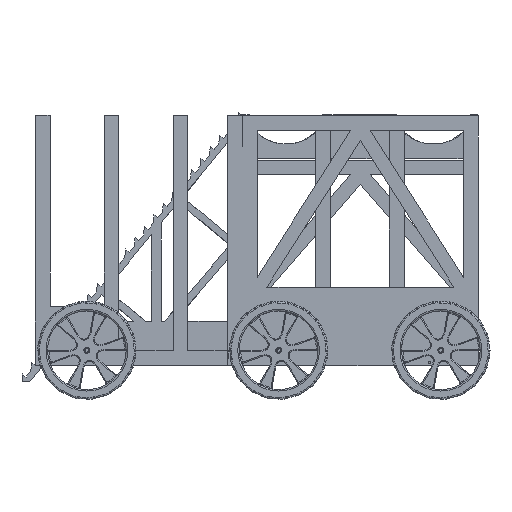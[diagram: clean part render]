
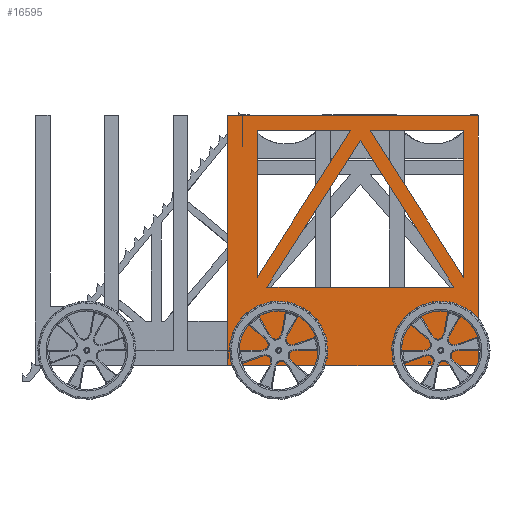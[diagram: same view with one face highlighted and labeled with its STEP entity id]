
A CAD part, left-side view. The second image highlights one B-rep face of the part: STEP entity #16595.
In plain terms, the highlighted planar face has unit normal (-1, 0, 0).
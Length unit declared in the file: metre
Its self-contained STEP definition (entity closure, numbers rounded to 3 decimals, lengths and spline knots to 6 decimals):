
#341=FACE_BOUND('',#5534,.T.);
#342=FACE_BOUND('',#5535,.T.);
#343=FACE_BOUND('',#5536,.T.);
#344=FACE_BOUND('',#5537,.T.);
#345=FACE_BOUND('',#5538,.T.);
#1498=LINE('',#30401,#3077);
#1500=LINE('',#30406,#3079);
#1502=LINE('',#30409,#3081);
#1521=LINE('',#30447,#3100);
#1527=LINE('',#30460,#3106);
#1530=LINE('',#30465,#3109);
#1532=LINE('',#30470,#3111);
#1535=LINE('',#30476,#3114);
#1538=LINE('',#30481,#3117);
#1541=LINE('',#30485,#3120);
#1545=LINE('',#30502,#3124);
#1560=LINE('',#30529,#3139);
#1561=LINE('',#30530,#3140);
#1566=LINE('',#30539,#3145);
#1568=LINE('',#30542,#3147);
#1569=LINE('',#30544,#3148);
#3077=VECTOR('',#21163,1.);
#3079=VECTOR('',#21167,1.);
#3081=VECTOR('',#21171,1.);
#3100=VECTOR('',#21198,1.);
#3106=VECTOR('',#21208,1.);
#3109=VECTOR('',#21213,1.);
#3111=VECTOR('',#21217,1.);
#3114=VECTOR('',#21222,1.);
#3117=VECTOR('',#21227,1.);
#3120=VECTOR('',#21232,1.);
#3124=VECTOR('',#21240,1.);
#3139=VECTOR('',#21257,1.);
#3140=VECTOR('',#21258,1.);
#3145=VECTOR('',#21265,1.);
#3147=VECTOR('',#21269,1.);
#3148=VECTOR('',#21272,1.);
#4595=FACE_OUTER_BOUND('',#5533,.T.);
#5533=EDGE_LOOP('',(#13242,#13243,#13244,#13245,#13246,#13247,#13248));
#5534=EDGE_LOOP('',(#13249,#13250,#13251));
#5535=EDGE_LOOP('',(#13252,#13253,#13254));
#5536=EDGE_LOOP('',(#13255,#13256,#13257));
#5537=EDGE_LOOP('',(#13258));
#5538=EDGE_LOOP('',(#13259));
#6450=CIRCLE('',#18088,0.0025);
#6451=CIRCLE('',#18090,0.02225);
#7410=VERTEX_POINT('',#30393);
#7413=VERTEX_POINT('',#30399);
#7414=VERTEX_POINT('',#30403);
#7415=VERTEX_POINT('',#30405);
#7430=VERTEX_POINT('',#30445);
#7434=VERTEX_POINT('',#30458);
#7435=VERTEX_POINT('',#30459);
#7436=VERTEX_POINT('',#30464);
#7437=VERTEX_POINT('',#30468);
#7438=VERTEX_POINT('',#30469);
#7439=VERTEX_POINT('',#30474);
#7440=VERTEX_POINT('',#30475);
#7441=VERTEX_POINT('',#30480);
#7444=VERTEX_POINT('',#30501);
#7451=VERTEX_POINT('',#30527);
#7454=VERTEX_POINT('',#30538);
#7455=VERTEX_POINT('',#30546);
#7456=VERTEX_POINT('',#30550);
#9458=EDGE_CURVE('',#7413,#7410,#1498,.T.);
#9460=EDGE_CURVE('',#7415,#7414,#1500,.T.);
#9462=EDGE_CURVE('',#7413,#7415,#1502,.T.);
#9481=EDGE_CURVE('',#7414,#7430,#1521,.T.);
#9487=EDGE_CURVE('',#7434,#7435,#1527,.T.);
#9490=EDGE_CURVE('',#7436,#7430,#1530,.T.);
#9492=EDGE_CURVE('',#7437,#7438,#1532,.T.);
#9495=EDGE_CURVE('',#7439,#7440,#1535,.T.);
#9498=EDGE_CURVE('',#7441,#7436,#1538,.T.);
#9501=EDGE_CURVE('',#7441,#7410,#1541,.T.);
#9507=EDGE_CURVE('',#7444,#7437,#1545,.T.);
#9523=EDGE_CURVE('',#7434,#7451,#1560,.T.);
#9524=EDGE_CURVE('',#7444,#7438,#1561,.T.);
#9529=EDGE_CURVE('',#7454,#7440,#1566,.T.);
#9531=EDGE_CURVE('',#7454,#7439,#1568,.T.);
#9532=EDGE_CURVE('',#7451,#7435,#1569,.T.);
#9534=EDGE_CURVE('',#7455,#7455,#6450,.T.);
#9535=EDGE_CURVE('',#7456,#7456,#6451,.T.);
#13242=ORIENTED_EDGE('',*,*,#9490,.F.);
#13243=ORIENTED_EDGE('',*,*,#9498,.F.);
#13244=ORIENTED_EDGE('',*,*,#9501,.T.);
#13245=ORIENTED_EDGE('',*,*,#9458,.F.);
#13246=ORIENTED_EDGE('',*,*,#9462,.T.);
#13247=ORIENTED_EDGE('',*,*,#9460,.T.);
#13248=ORIENTED_EDGE('',*,*,#9481,.T.);
#13249=ORIENTED_EDGE('',*,*,#9532,.T.);
#13250=ORIENTED_EDGE('',*,*,#9487,.F.);
#13251=ORIENTED_EDGE('',*,*,#9523,.T.);
#13252=ORIENTED_EDGE('',*,*,#9531,.T.);
#13253=ORIENTED_EDGE('',*,*,#9495,.T.);
#13254=ORIENTED_EDGE('',*,*,#9529,.F.);
#13255=ORIENTED_EDGE('',*,*,#9524,.T.);
#13256=ORIENTED_EDGE('',*,*,#9492,.F.);
#13257=ORIENTED_EDGE('',*,*,#9507,.F.);
#13258=ORIENTED_EDGE('',*,*,#9534,.T.);
#13259=ORIENTED_EDGE('',*,*,#9535,.T.);
#15775=PLANE('',#18089);
#16595=ADVANCED_FACE('',(#4595,#341,#342,#343,#344,#345),#15775,.F.);
#18088=AXIS2_PLACEMENT_3D('',#30548,#21276,#21277);
#18089=AXIS2_PLACEMENT_3D('',#30549,#21278,#21279);
#18090=AXIS2_PLACEMENT_3D('',#30551,#21280,#21281);
#21163=DIRECTION('',(0.,-1.,0.));
#21167=DIRECTION('',(0.,-1.,0.));
#21171=DIRECTION('',(0.,0.,-1.));
#21198=DIRECTION('',(0.,0.059,-0.998));
#21208=DIRECTION('',(0.,-0.538,-0.843));
#21213=DIRECTION('',(0.,1.,0.));
#21217=DIRECTION('',(0.,-0.538,0.843));
#21222=DIRECTION('',(0.,-0.538,-0.843));
#21227=DIRECTION('',(0.,0.,-1.));
#21232=DIRECTION('',(0.,1.,0.));
#21240=DIRECTION('',(0.,0.,-1.));
#21257=DIRECTION('',(0.,-1.,0.));
#21258=DIRECTION('',(0.,-1.,0.));
#21265=DIRECTION('',(0.,-1.,0.));
#21269=DIRECTION('',(0.,-0.538,0.843));
#21272=DIRECTION('',(0.,0.,-1.));
#21276=DIRECTION('center_axis',(1.,0.,0.));
#21277=DIRECTION('ref_axis',(0.,-1.,0.));
#21278=DIRECTION('center_axis',(1.,0.,0.));
#21279=DIRECTION('ref_axis',(0.,1.,0.));
#21280=DIRECTION('center_axis',(1.,0.,0.));
#21281=DIRECTION('ref_axis',(0.,-0.707,0.707));
#30393=CARTESIAN_POINT('',(0.,-0.356942,0.435157));
#30399=CARTESIAN_POINT('',(0.,-0.326942,0.435157));
#30401=CARTESIAN_POINT('',(0.,-0.326942,0.435157));
#30403=CARTESIAN_POINT('',(0.,-0.328714,-0.042843));
#30405=CARTESIAN_POINT('',(0.,-0.326942,-0.042843));
#30406=CARTESIAN_POINT('',(0.,-0.326942,-0.042843));
#30409=CARTESIAN_POINT('',(0.,-0.326942,-0.002843));
#30445=CARTESIAN_POINT('',(0.,-0.326942,-0.072843));
#30447=CARTESIAN_POINT('',(0.,-0.327828,-0.057843));
#30458=CARTESIAN_POINT('',(0.,-0.616942,0.405157));
#30459=CARTESIAN_POINT('',(0.,-0.806942,0.107157));
#30460=CARTESIAN_POINT('',(0.,-0.711942,0.256157));
#30464=CARTESIAN_POINT('',(0.,-0.836942,-0.072843));
#30465=CARTESIAN_POINT('',(0.,-0.596942,-0.072843));
#30468=CARTESIAN_POINT('',(0.,-0.386942,0.107157));
#30469=CARTESIAN_POINT('',(0.,-0.576942,0.405157));
#30470=CARTESIAN_POINT('',(0.,-0.481942,0.256157));
#30474=CARTESIAN_POINT('',(0.,-0.596942,0.385157));
#30475=CARTESIAN_POINT('',(0.,-0.786942,0.087157));
#30476=CARTESIAN_POINT('',(0.,-0.691942,0.236157));
#30480=CARTESIAN_POINT('',(0.,-0.836942,0.435157));
#30481=CARTESIAN_POINT('',(0.,-0.836942,-0.012843));
#30485=CARTESIAN_POINT('',(0.,-0.596942,0.435157));
#30501=CARTESIAN_POINT('',(0.,-0.386942,0.405157));
#30502=CARTESIAN_POINT('',(0.,-0.386942,0.256157));
#30527=CARTESIAN_POINT('',(0.,-0.806942,0.405157));
#30529=CARTESIAN_POINT('',(0.,-0.711942,0.405157));
#30530=CARTESIAN_POINT('',(0.,-0.481942,0.405157));
#30538=CARTESIAN_POINT('',(0.,-0.406942,0.087157));
#30539=CARTESIAN_POINT('',(0.,-0.501942,0.087157));
#30542=CARTESIAN_POINT('',(0.,-0.501942,0.236157));
#30544=CARTESIAN_POINT('',(0.,-0.806942,0.256157));
#30546=CARTESIAN_POINT('',(0.,-0.740279,-0.066619));
#30548=CARTESIAN_POINT('Origin',(0.,-0.737779,
-0.066619));
#30549=CARTESIAN_POINT('Origin',(0.,-0.386942,0.181176));
#30550=CARTESIAN_POINT('',(0.,-0.744895,-0.057184));
#30551=CARTESIAN_POINT('Origin',(0.,-0.760628,
-0.041451));
